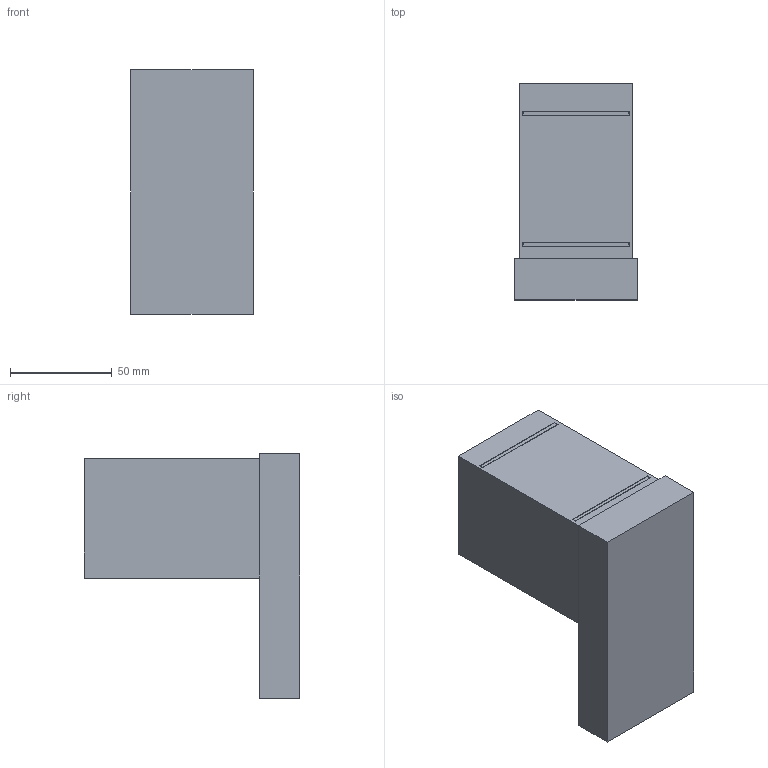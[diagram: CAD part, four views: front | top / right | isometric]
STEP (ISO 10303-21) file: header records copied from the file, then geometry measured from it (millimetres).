
FILE_DESCRIPTION(/* description */ (''),/* implementation_level */ '2;1');
FILE_NAME(/* name */ 'DiceTowerSlides.step',/* time_stamp */ '2026-01-06T09:31:08+01:00',/* author */ (''),/* organization */ (''),/* preprocessor_version */ 'ST-DEVELOPER v20.1',/* originating_system */ 'Autodesk Translation Framework v14.21.0.0',/* authorisation */ '');
FILE_SCHEMA (('AUTOMOTIVE_DESIGN { 1 0 10303 214 3 1 1 }'));
Length unit declared in the file: millimetre
Products named in the file (2): DiceTowerSlides; Tower
Assembly tree (1 placements, depth 2):
  DiceTowerSlides
    Tower
Bounding box: 60 x 105.8 x 120 mm (x, y, z)
Volume: 64386.5 mm3; surface area: 87169.3 mm2
Topology: 5 solids, 5 shells, 85 faces, 232 edges, 154 vertices
Faces by surface type: plane 71, cylinder 10, torus 4
Entity records: 2725 total; most frequent: CARTESIAN_POINT 474, ORIENTED_EDGE 464, DIRECTION 436, EDGE_CURVE 232, LINE 204, VECTOR 204, VERTEX_POINT 154, AXIS2_PLACEMENT_3D 116
